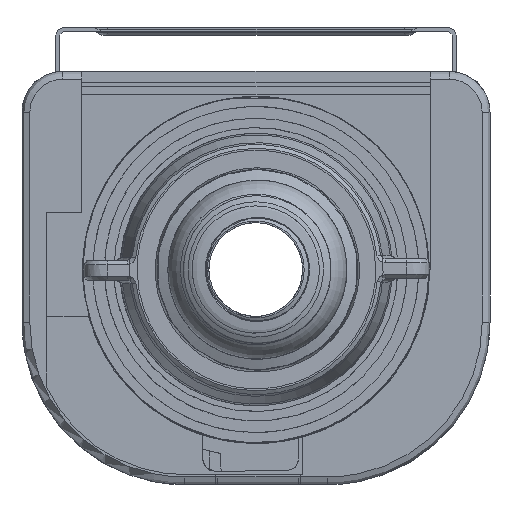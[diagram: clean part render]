
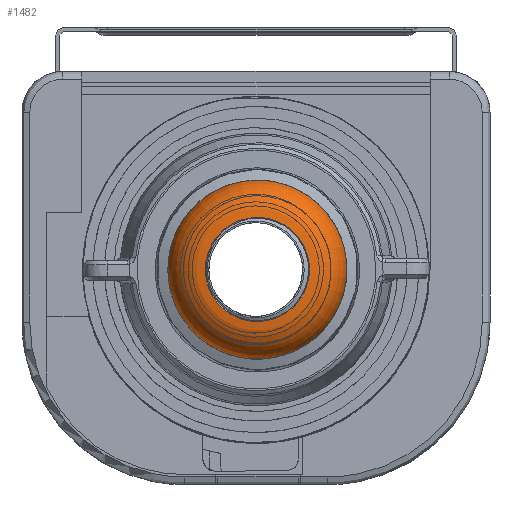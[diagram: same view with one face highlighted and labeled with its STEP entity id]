
A CAD part, front view. The second image highlights one B-rep face of the part: STEP entity #1482.
In plain terms, the highlighted toroidal (fillet/blend) face has major radius 6.476 mm and minor radius 4.995 mm.
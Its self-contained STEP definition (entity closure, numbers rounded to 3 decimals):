
#53 = CARTESIAN_POINT ( 'NONE',  ( -8.999, -785.657, -38.116 ) ) ;
#388 = CARTESIAN_POINT ( 'NONE',  ( -5.603, -785.666, -41.09 ) ) ;
#710 = CARTESIAN_POINT ( 'NONE',  ( 11.347, -785.646, -34.069 ) ) ;
#948 = CARTESIAN_POINT ( 'NONE',  ( 1.923, -790.62, -37.557 ) ) ;
#1033 = CARTESIAN_POINT ( 'NONE',  ( 10.198, -785.654, -36.843 ) ) ;
#1443 = CARTESIAN_POINT ( 'NONE',  ( 6.853, -790.6, -30.178 ) ) ;
#1482 = ADVANCED_FACE ( 'NONE', ( #2065, #33330 ), #19697, .T. ) ;
#1730 = DIRECTION ( 'NONE',  ( 0., 0.003, 1. ) ) ;
#2065 = FACE_OUTER_BOUND ( 'NONE', #17415, .T. ) ;
#2410 = CARTESIAN_POINT ( 'NONE',  ( -6.875, -785.612, -21.893 ) ) ;
#2916 = CARTESIAN_POINT ( 'NONE',  ( -11.297, -785.633, -29.565 ) ) ;
#3338 = CARTESIAN_POINT ( 'NONE',  ( 0.174, -785.606, -19.595 ) ) ;
#3413 = CARTESIAN_POINT ( 'NONE',  ( 1.676, -785.606, -19.595 ) ) ;
#3489 = CARTESIAN_POINT ( 'NONE',  ( -0.7, -790.621, -37.731 ) ) ;
#3832 = CARTESIAN_POINT ( 'NONE',  ( -6.331, -790.597, -29.304 ) ) ;
#4159 = CARTESIAN_POINT ( 'NONE',  ( -3.93, -790.617, -36.393 ) ) ;
#5631 = CARTESIAN_POINT ( 'NONE',  ( 3.177, -785.669, -42.239 ) ) ;
#6034 = CARTESIAN_POINT ( 'NONE',  ( 6.679, -790.597, -29.304 ) ) ;
#6208 = CARTESIAN_POINT ( 'NONE',  ( 6.853, -790.605, -31.927 ) ) ;
#6371 = CARTESIAN_POINT ( 'NONE',  ( 6.679, -790.607, -32.801 ) ) ;
#6534 = CARTESIAN_POINT ( 'NONE',  ( -3.189, -790.619, -36.888 ) ) ;
#8483 = CARTESIAN_POINT ( 'NONE',  ( 7.224, -785.612, -21.893 ) ) ;
#8728 = CARTESIAN_POINT ( 'NONE',  ( -5.661, -790.593, -27.689 ) ) ;
#9071 = CARTESIAN_POINT ( 'NONE',  ( -5.661, -790.612, -34.416 ) ) ;
#10556 = CARTESIAN_POINT ( 'NONE',  ( -5.603, -785.61, -21.043 ) ) ;
#10718 = CARTESIAN_POINT ( 'NONE',  ( -2.828, -785.669, -42.239 ) ) ;
#11376 = EDGE_LOOP ( 'NONE', ( #31188 ) ) ;
#11634 = CARTESIAN_POINT ( 'NONE',  ( 4.279, -790.617, -36.393 ) ) ;
#11722 = CARTESIAN_POINT ( 'NONE',  ( 7.224, -785.663, -40.239 ) ) ;
#12930 = CARTESIAN_POINT ( 'NONE',  ( -10.998, -785.646, -34.069 ) ) ;
#13273 = CARTESIAN_POINT ( 'NONE',  ( -1.327, -785.606, -19.595 ) ) ;
#13767 = CARTESIAN_POINT ( 'NONE',  ( 11.646, -785.633, -29.565 ) ) ;
#13854 = CARTESIAN_POINT ( 'NONE',  ( 5.515, -790.614, -35.157 ) ) ;
#14016 = CARTESIAN_POINT ( 'NONE',  ( 1.049, -790.584, -24.374 ) ) ;
#14030 = VERTEX_POINT ( 'NONE', #14362 ) ;
#14188 = CARTESIAN_POINT ( 'NONE',  ( 1.923, -790.584, -24.548 ) ) ;
#14362 = CARTESIAN_POINT ( 'NONE',  ( 0.174, -790.584, -24.374 ) ) ;
#15481 = CARTESIAN_POINT ( 'NONE',  ( -11.297, -785.642, -32.568 ) ) ;
#15988 = CARTESIAN_POINT ( 'NONE',  ( 5.952, -785.666, -41.09 ) ) ;
#16202 = ORIENTED_EDGE ( 'NONE', *, *, #27887, .F. ) ;
#16753 = CARTESIAN_POINT ( 'NONE',  ( 1.049, -790.621, -37.731 ) ) ;
#16916 = CARTESIAN_POINT ( 'NONE',  ( 0.174, -790.584, -24.374 ) ) ;
#17415 = EDGE_LOOP ( 'NONE', ( #16202 ) ) ;
#17529 = B_SPLINE_CURVE_WITH_KNOTS ( 'NONE', 3,
 ( #25693, #13273, #21280, #10556, #2410, #18055, #26191, #18388, #2916, #15481, #12930, #23325, #53, #23675, #388, #10718, #18557, #28893, #5631, #15988, #11722, #32436, #1033, #710, #21437, #13767, #29390, #31756, #18727, #8483, #29552, #32101, #3413, #27192 ),
 .UNSPECIFIED., .T., .F.,
 ( 4, 2, 2, 2, 2, 2, 2, 2, 2, 2, 2, 2, 2, 2, 2, 2, 4 ),
 ( 0., 0.063, 0.125, 0.188, 0.25, 0.313, 0.375, 0.438, 0.5, 0.563, 0.625, 0.688, 0.75, 0.813, 0.875, 0.938, 1. ),
 .UNSPECIFIED. ) ;
#18055 = CARTESIAN_POINT ( 'NONE',  ( -8.999, -785.618, -24.017 ) ) ;
#18388 = CARTESIAN_POINT ( 'NONE',  ( -10.998, -785.629, -28.064 ) ) ;
#18557 = CARTESIAN_POINT ( 'NONE',  ( -1.327, -785.67, -42.538 ) ) ;
#18727 = CARTESIAN_POINT ( 'NONE',  ( 9.348, -785.618, -24.017 ) ) ;
#18953 = CARTESIAN_POINT ( 'NONE',  ( -3.93, -790.587, -25.712 ) ) ;
#19127 = CARTESIAN_POINT ( 'NONE',  ( -6.504, -790.6, -30.178 ) ) ;
#19465 = CARTESIAN_POINT ( 'NONE',  ( 4.279, -790.587, -25.712 ) ) ;
#19697 = TOROIDAL_SURFACE ( 'NONE', #32689, 6.476, 4.995 ) ;
#21280 = CARTESIAN_POINT ( 'NONE',  ( -2.828, -785.607, -19.894 ) ) ;
#21437 = CARTESIAN_POINT ( 'NONE',  ( 11.646, -785.642, -32.568 ) ) ;
#21682 = CARTESIAN_POINT ( 'NONE',  ( -5.166, -790.591, -26.948 ) ) ;
#21854 = CARTESIAN_POINT ( 'NONE',  ( -6.504, -790.605, -31.927 ) ) ;
#22210 = EDGE_CURVE ( 'NONE', #29990, #29990, #17529, .T. ) ;
#23325 = CARTESIAN_POINT ( 'NONE',  ( -9.849, -785.654, -36.843 ) ) ;
#23675 = CARTESIAN_POINT ( 'NONE',  ( -6.875, -785.663, -40.239 ) ) ;
#24243 = CARTESIAN_POINT ( 'NONE',  ( -0.7, -790.584, -24.374 ) ) ;
#24899 = CARTESIAN_POINT ( 'NONE',  ( 3.538, -790.586, -25.217 ) ) ;
#25016 = DIRECTION ( 'NONE',  ( 0., 1., -0.003 ) ) ;
#25693 = CARTESIAN_POINT ( 'NONE',  ( 0.174, -785.606, -19.595 ) ) ;
#26191 = CARTESIAN_POINT ( 'NONE',  ( -9.849, -785.622, -25.289 ) ) ;
#26762 = CARTESIAN_POINT ( 'NONE',  ( 5.515, -790.591, -26.948 ) ) ;
#26932 = CARTESIAN_POINT ( 'NONE',  ( -1.574, -790.584, -24.548 ) ) ;
#27094 = CARTESIAN_POINT ( 'NONE',  ( -3.189, -790.586, -25.217 ) ) ;
#27192 = CARTESIAN_POINT ( 'NONE',  ( 0.174, -785.606, -19.595 ) ) ;
#27887 = EDGE_CURVE ( 'NONE', #14030, #14030, #33501, .T. ) ;
#28893 = CARTESIAN_POINT ( 'NONE',  ( 1.676, -785.67, -42.538 ) ) ;
#29390 = CARTESIAN_POINT ( 'NONE',  ( 11.347, -785.629, -28.064 ) ) ;
#29467 = CARTESIAN_POINT ( 'NONE',  ( 3.538, -790.619, -36.888 ) ) ;
#29552 = CARTESIAN_POINT ( 'NONE',  ( 5.952, -785.61, -21.043 ) ) ;
#29632 = CARTESIAN_POINT ( 'NONE',  ( 6.01, -790.612, -34.416 ) ) ;
#29799 = CARTESIAN_POINT ( 'NONE',  ( -6.331, -790.607, -32.801 ) ) ;
#29974 = CARTESIAN_POINT ( 'NONE',  ( 6.01, -790.593, -27.689 ) ) ;
#29990 = VERTEX_POINT ( 'NONE', #3338 ) ;
#31188 = ORIENTED_EDGE ( 'NONE', *, *, #22210, .T. ) ;
#31756 = CARTESIAN_POINT ( 'NONE',  ( 10.198, -785.622, -25.289 ) ) ;
#31836 = CARTESIAN_POINT ( 'NONE',  ( 0.174, -790.584, -24.374 ) ) ;
#32101 = CARTESIAN_POINT ( 'NONE',  ( 3.177, -785.607, -19.894 ) ) ;
#32349 = CARTESIAN_POINT ( 'NONE',  ( -1.574, -790.62, -37.557 ) ) ;
#32436 = CARTESIAN_POINT ( 'NONE',  ( 9.348, -785.657, -38.116 ) ) ;
#32516 = CARTESIAN_POINT ( 'NONE',  ( -5.166, -790.614, -35.157 ) ) ;
#32689 = AXIS2_PLACEMENT_3D ( 'NONE', #33152, #25016, #1730 ) ;
#33152 = CARTESIAN_POINT ( 'NONE',  ( 0.174, -785.611, -31.066 ) ) ;
#33330 = FACE_OUTER_BOUND ( 'NONE', #11376, .T. ) ;
#33501 = B_SPLINE_CURVE_WITH_KNOTS ( 'NONE', 3,
 ( #31836, #24243, #26932, #27094, #18953, #21682, #8728, #3832, #19127, #21854, #29799, #9071, #32516, #4159, #6534, #32349, #3489, #16753, #948, #29467, #11634, #13854, #29632, #6371, #6208, #1443, #6034, #29974, #26762, #19465, #24899, #14188, #14016, #16916 ),
 .UNSPECIFIED., .T., .F.,
 ( 4, 2, 2, 2, 2, 2, 2, 2, 2, 2, 2, 2, 2, 2, 2, 2, 4 ),
 ( 0., 0.062, 0.125, 0.187, 0.25, 0.312, 0.375, 0.437, 0.5, 0.563, 0.625, 0.688, 0.75, 0.813, 0.875, 0.938, 1. ),
 .UNSPECIFIED. ) ;
